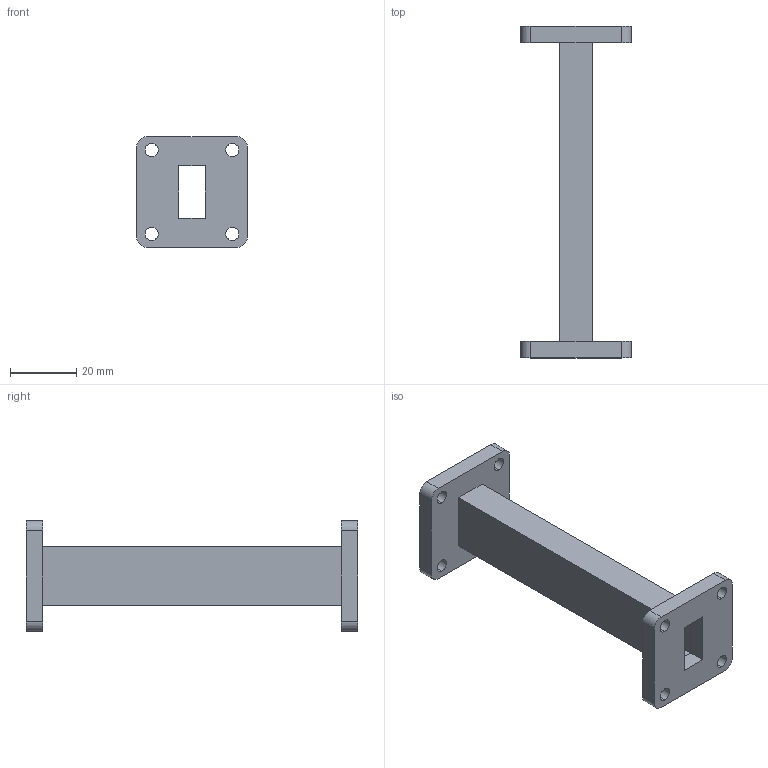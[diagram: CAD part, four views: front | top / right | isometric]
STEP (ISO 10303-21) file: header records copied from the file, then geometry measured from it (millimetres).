
FILE_DESCRIPTION (( 'STEP AP214' ), '1' );
FILE_NAME ('FMW62S001-4_3D.step', '2023-07-13T18:03:59', ( '' ), ( '' ), 'SwSTEP 2.0', 'SolidWorks 2022', '' );
FILE_SCHEMA (( 'AUTOMOTIVE_DESIGN' ));
Length unit declared in the file: millimetre
Products named in the file (4): STDF RTCL^FMW62S001-4; FMW62S001-4_3D; FBP140^FMW62S001-4; FBM140^FMW62S001-4
Assembly tree (3 placements, depth 2):
  FMW62S001-4_3D
    FBM140^FMW62S001-4
    STDF RTCL^FMW62S001-4
    FBP140^FMW62S001-4
Bounding box: 33.3 x 100 x 33.3 mm (x, y, z)
Volume: 13898.4 mm3; surface area: 15369.5 mm2
Topology: 3 solids, 3 shells, 60 faces, 156 edges, 104 vertices
Faces by surface type: plane 32, cylinder 28
Entity records: 2054 total; most frequent: DIRECTION 344, CARTESIAN_POINT 326, ORIENTED_EDGE 312, EDGE_CURVE 156, AXIS2_PLACEMENT_3D 122, VERTEX_POINT 104, VECTOR 100, LINE 100
